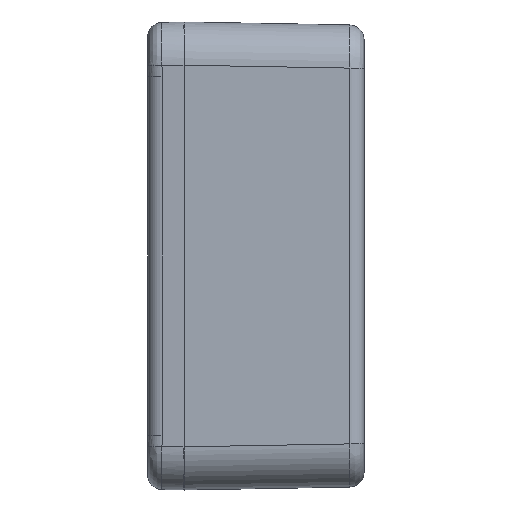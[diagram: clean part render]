
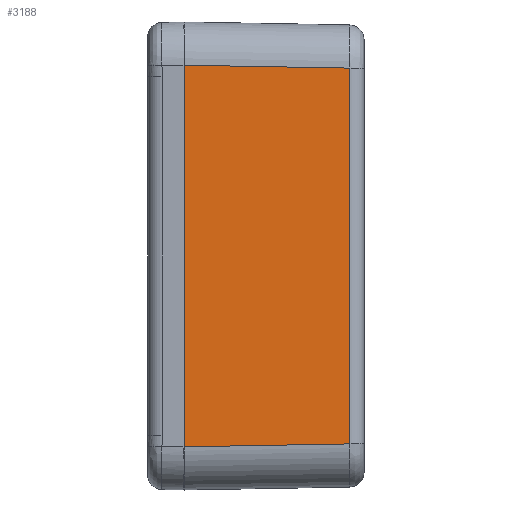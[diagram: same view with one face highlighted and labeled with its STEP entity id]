
A CAD part, left-side view. The second image highlights one B-rep face of the part: STEP entity #3188.
In plain terms, the highlighted planar face has unit normal (-1, -0.018, 0).
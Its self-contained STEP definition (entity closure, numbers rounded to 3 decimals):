
#3169 = EDGE_CURVE ( 'NONE', #3196, #3170, #10197, .T. ) ;
#3170 = VERTEX_POINT ( 'NONE', #10193 ) ;
#3171 = ORIENTED_EDGE ( 'NONE', *, *, #3172, .F. ) ;
#3172 = EDGE_CURVE ( 'NONE', #3192, #3170, #10192, .T. ) ;
#3188 = ADVANCED_FACE ( 'NONE', ( #10222 ), #10221, .T. ) ;
#3189 = EDGE_LOOP ( 'NONE', ( #3190, #3194, #3197, #3171 ) ) ;
#3190 = ORIENTED_EDGE ( 'NONE', *, *, #3191, .T. ) ;
#3191 = EDGE_CURVE ( 'NONE', #3192, #3193, #10216, .T. ) ;
#3192 = VERTEX_POINT ( 'NONE', #10263 ) ;
#3193 = VERTEX_POINT ( 'NONE', #10262 ) ;
#3194 = ORIENTED_EDGE ( 'NONE', *, *, #3195, .T. ) ;
#3195 = EDGE_CURVE ( 'NONE', #3193, #3196, #10261, .T. ) ;
#3196 = VERTEX_POINT ( 'NONE', #10257 ) ;
#3197 = ORIENTED_EDGE ( 'NONE', *, *, #3169, .T. ) ;
#10189 = DIRECTION ( 'NONE',  ( 0., 0., 1. ) ) ;
#10190 = VECTOR ( 'NONE', #10189, 1000. ) ;
#10191 = CARTESIAN_POINT ( 'NONE',  ( -57.5, 25., -32.5 ) ) ;
#10192 = LINE ( 'NONE', #10191, #10190 ) ;
#10193 = CARTESIAN_POINT ( 'NONE',  ( -57.5, 25., 26.501 ) ) ;
#10194 = DIRECTION ( 'NONE',  ( -0.017, 1., 0.017 ) ) ;
#10195 = VECTOR ( 'NONE', #10194, 1000. ) ;
#10196 = CARTESIAN_POINT ( 'NONE',  ( -57.482, 23.971, 26.483 ) ) ;
#10197 = LINE ( 'NONE', #10196, #10195 ) ;
#10216 = LINE ( 'NONE', #10266, #10265 ) ;
#10217 = DIRECTION ( 'NONE',  ( 0.017, -1., 0. ) ) ;
#10218 = DIRECTION ( 'NONE',  ( -1., -0.017, 0. ) ) ;
#10219 = CARTESIAN_POINT ( 'NONE',  ( -57.5, 25., -32.5 ) ) ;
#10220 = AXIS2_PLACEMENT_3D ( 'NONE', #10219, #10218, #10217 ) ;
#10221 = PLANE ( 'NONE',  #10220 ) ;
#10222 = FACE_OUTER_BOUND ( 'NONE', #3189, .T. ) ;
#10257 = CARTESIAN_POINT ( 'NONE',  ( -57.098, 1.965, 26.099 ) ) ;
#10258 = DIRECTION ( 'NONE',  ( 0., 0., 1. ) ) ;
#10259 = VECTOR ( 'NONE', #10258, 1000. ) ;
#10260 = CARTESIAN_POINT ( 'NONE',  ( -57.098, 1.965, -32.5 ) ) ;
#10261 = LINE ( 'NONE', #10260, #10259 ) ;
#10262 = CARTESIAN_POINT ( 'NONE',  ( -57.098, 1.965, -26.099 ) ) ;
#10263 = CARTESIAN_POINT ( 'NONE',  ( -57.5, 25., -26.501 ) ) ;
#10264 = DIRECTION ( 'NONE',  ( 0.017, -1., 0.017 ) ) ;
#10265 = VECTOR ( 'NONE', #10264, 1000. ) ;
#10266 = CARTESIAN_POINT ( 'NONE',  ( -57.502, 25.105, -26.503 ) ) ;
